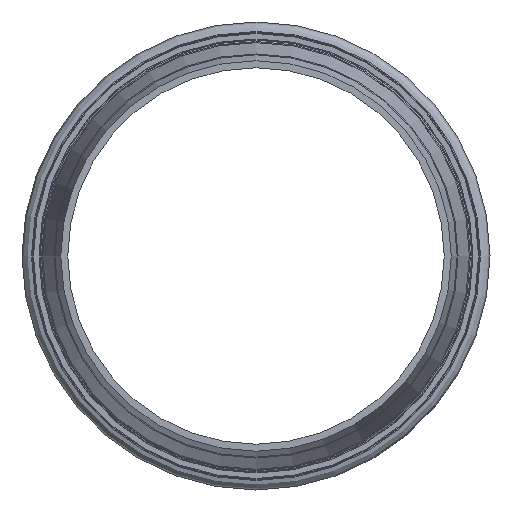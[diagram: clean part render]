
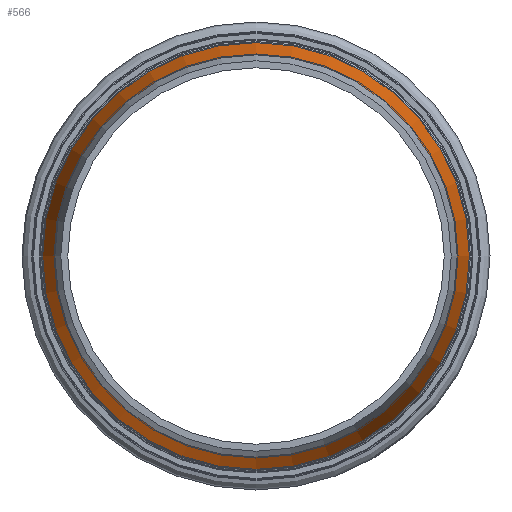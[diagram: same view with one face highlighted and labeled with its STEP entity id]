
A CAD part, front view. The second image highlights one B-rep face of the part: STEP entity #566.
In plain terms, the highlighted conical face has half-angle 15 degrees and reference radius 56.675 mm.
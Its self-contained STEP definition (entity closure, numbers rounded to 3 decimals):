
#15=CONICAL_SURFACE('',#642,56.675,0.262);
#35=LINE('',#1001,#52);
#52=VECTOR('',#781,56.675);
#83=FACE_OUTER_BOUND('',#120,.T.);
#120=EDGE_LOOP('',(#404,#405,#406,#407));
#169=CIRCLE('',#641,58.35);
#170=CIRCLE('',#643,55.);
#236=VERTEX_POINT('',#995);
#237=VERTEX_POINT('',#999);
#298=EDGE_CURVE('',#236,#236,#169,.T.);
#300=EDGE_CURVE('',#237,#237,#170,.T.);
#301=EDGE_CURVE('',#237,#236,#35,.T.);
#404=ORIENTED_EDGE('',*,*,#300,.F.);
#405=ORIENTED_EDGE('',*,*,#301,.T.);
#406=ORIENTED_EDGE('',*,*,#298,.T.);
#407=ORIENTED_EDGE('',*,*,#301,.F.);
#566=ADVANCED_FACE('',(#83),#15,.T.);
#641=AXIS2_PLACEMENT_3D('',#996,#774,#775);
#642=AXIS2_PLACEMENT_3D('',#998,#777,#778);
#643=AXIS2_PLACEMENT_3D('',#1000,#779,#780);
#774=DIRECTION('center_axis',(0.,-1.,0.));
#775=DIRECTION('ref_axis',(1.,0.,0.));
#777=DIRECTION('center_axis',(0.,1.,0.));
#778=DIRECTION('ref_axis',(-1.,0.,0.));
#779=DIRECTION('center_axis',(0.,-1.,0.));
#780=DIRECTION('ref_axis',(1.,0.,0.));
#781=DIRECTION('',(0.259,0.966,0.));
#995=CARTESIAN_POINT('',(58.35,5998.433,0.));
#996=CARTESIAN_POINT('Origin',(0.,5998.433,0.));
#998=CARTESIAN_POINT('Origin',(0.,5992.182,0.));
#999=CARTESIAN_POINT('',(55.,5985.93,0.));
#1000=CARTESIAN_POINT('Origin',(0.,5985.93,0.));
#1001=CARTESIAN_POINT('',(56.675,5992.182,0.));
